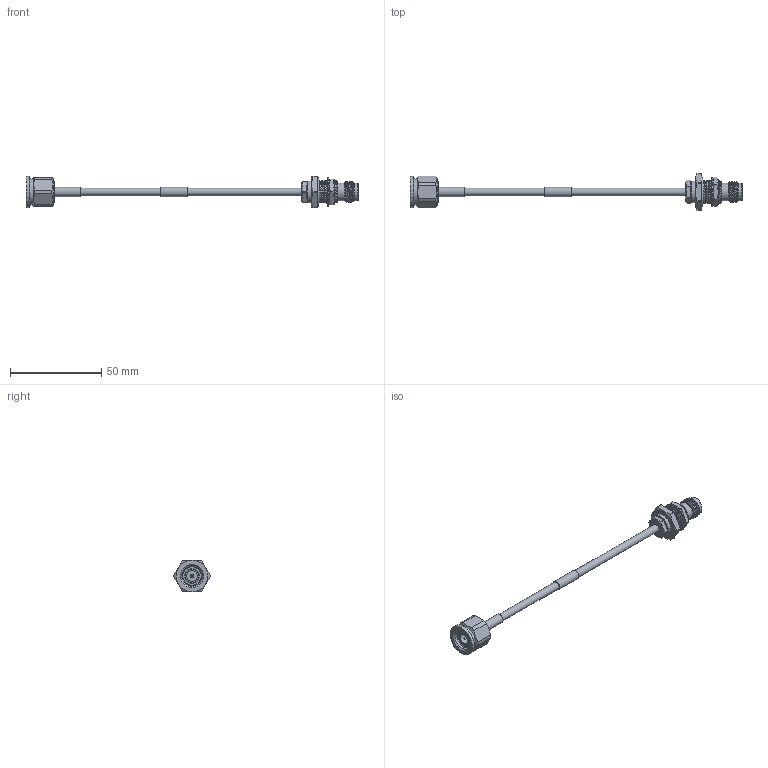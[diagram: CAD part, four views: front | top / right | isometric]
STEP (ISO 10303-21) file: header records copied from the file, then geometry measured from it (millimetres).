
FILE_DESCRIPTION (( 'STEP AP203' ), '1' );
FILE_NAME ('PE3CA1046.step', '2019-10-30T17:09:10', ( '' ), ( '' ), 'SwSTEP 2.0', 'SolidWorks 2018', '' );
FILE_SCHEMA (( 'CONFIG_CONTROL_DESIGN' ));
Length unit declared in the file: inch
Products named in the file (1): PE3CA1046
Bounding box: 181.49 x 19.95 x 17.46 mm (x, y, z)
Volume: 8061.9 mm3; surface area: 6975.6 mm2
Topology: 4 solids, 4 shells, 290 faces, 786 edges, 525 vertices
Faces by surface type: plane 91, bspline 86, cylinder 73, cone 38, torus 2
Full cylindrical faces by diameter (mm): 1.346 x1, 1.372 x1, 1.854 x1, 1.905 x1, 4.25 x2, 4.572 x1, 5.165 x2, 5.837 x1, 7.361 x1, 7.764 x1, 8.077 x1, 9.652 x2, 11.035 x1, 11.112 x6, 12.001 x1, 12.7 x1, 14.404 x1, 15.875 x1, 16.276 x1, 17.228 x1
Entity records: 27896 total; most frequent: CARTESIAN_POINT 21791, ORIENTED_EDGE 1416, DIRECTION 975, EDGE_CURVE 708, VERTEX_POINT 494, AXIS2_PLACEMENT_3D 379, EDGE_LOOP 346, FACE_OUTER_BOUND 305
